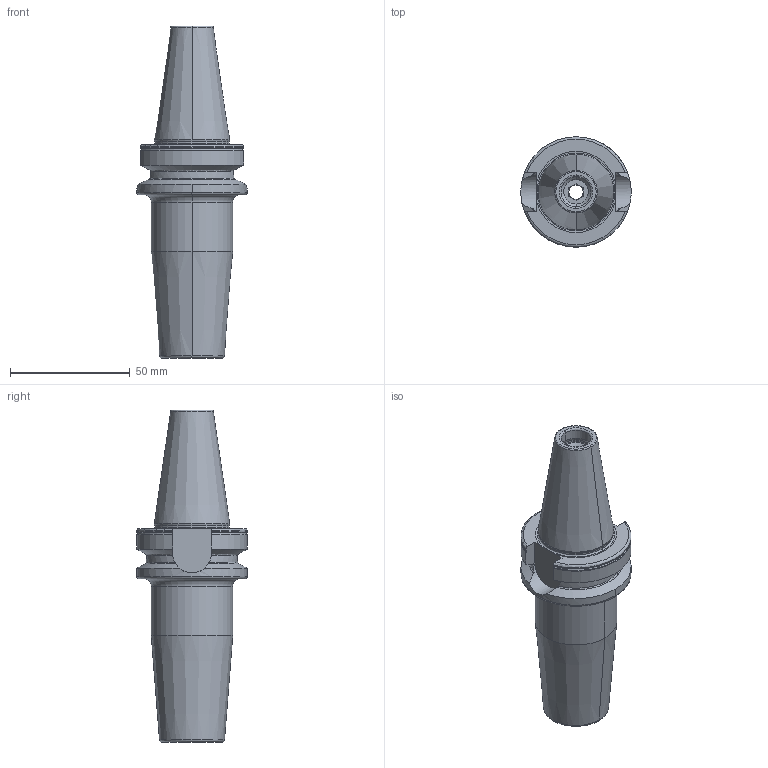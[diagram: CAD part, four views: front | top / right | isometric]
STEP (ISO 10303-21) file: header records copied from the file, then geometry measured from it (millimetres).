
FILE_DESCRIPTION((''),'2;1');
FILE_NAME('DC_305_70_16','2020-11-25T',('101107'),(''),'CREO PARAMETRIC BY PTC INC, 2016260','CREO PARAMETRIC BY PTC INC, 2016260','');
FILE_SCHEMA(('CONFIG_CONTROL_DESIGN'));
Length unit declared in the file: millimetre
Products named in the file (1): DC_305_70_16
Bounding box: 46 x 46 x 138.4 mm (x, y, z)
Volume: 90880 mm3; surface area: 21670.5 mm2
Topology: 1 solids, 1 shells, 119 faces, 282 edges, 170 vertices
Faces by surface type: cylinder 32, torus 32, cone 28, plane 27
Entity records: 3672 total; most frequent: CARTESIAN_POINT 874, DIRECTION 612, ORIENTED_EDGE 564, EDGE_CURVE 282, AXIS2_PLACEMENT_3D 260, VERTEX_POINT 170, CIRCLE 138, EDGE_LOOP 126
